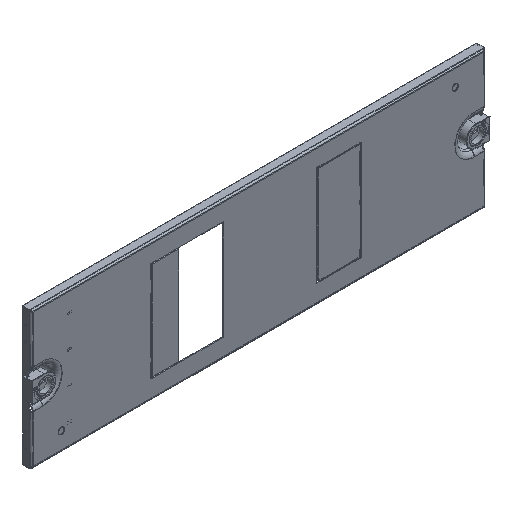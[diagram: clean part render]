
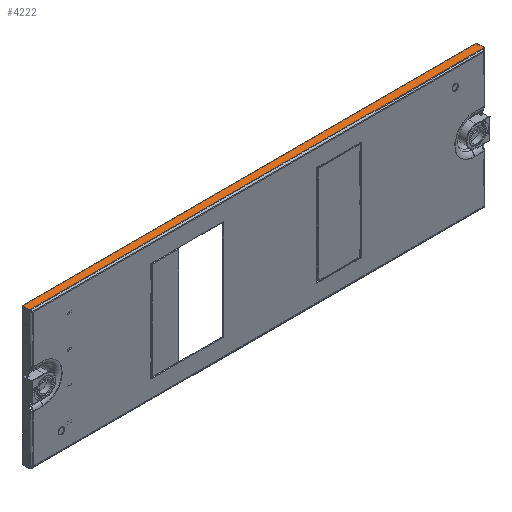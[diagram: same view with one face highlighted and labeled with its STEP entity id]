
A CAD part, isometric view. The second image highlights one B-rep face of the part: STEP entity #4222.
In plain terms, the highlighted planar face has unit normal (0, 0, 1).
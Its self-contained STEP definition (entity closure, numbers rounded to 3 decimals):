
#4222=ADVANCED_FACE('',(#5384),#4941,.F.);
#4941=PLANE('',#16596);
#5384=FACE_OUTER_BOUND('',#6135,.T.);
#6135=EDGE_LOOP('',(#7331,#7332,#7333,#7334));
#7331=ORIENTED_EDGE('',*,*,#12383,.F.);
#7332=ORIENTED_EDGE('',*,*,#12384,.F.);
#7333=ORIENTED_EDGE('',*,*,#12381,.T.);
#7334=ORIENTED_EDGE('',*,*,#12385,.T.);
#11137=VERTEX_POINT('',#22416);
#11138=VERTEX_POINT('',#22418);
#11139=VERTEX_POINT('',#22422);
#11140=VERTEX_POINT('',#22423);
#12381=EDGE_CURVE('',#11138,#11137,#14208,.T.);
#12383=EDGE_CURVE('',#11139,#11140,#14210,.T.);
#12384=EDGE_CURVE('',#11138,#11139,#14211,.T.);
#12385=EDGE_CURVE('',#11137,#11140,#14212,.T.);
#14208=LINE('',#22417,#15507);
#14210=LINE('',#22421,#15509);
#14211=LINE('',#22424,#15510);
#14212=LINE('',#22425,#15511);
#15507=VECTOR('',#18182,1.);
#15509=VECTOR('',#18186,1.);
#15510=VECTOR('',#18187,1.);
#15511=VECTOR('',#18188,1.);
#16596=AXIS2_PLACEMENT_3D('',#22426,#18189,#18190);
#18182=DIRECTION('',(-1.,0.,0.));
#18186=DIRECTION('',(-1.,0.,0.));
#18187=DIRECTION('',(0.,-1.,0.));
#18188=DIRECTION('',(0.,-1.,0.));
#18189=DIRECTION('',(0.,0.,-1.));
#18190=DIRECTION('',(0.,-1.,0.));
#22416=CARTESIAN_POINT('',(-2.,75.55,68.55));
#22417=CARTESIAN_POINT('',(244.,75.55,68.55));
#22418=CARTESIAN_POINT('',(490.,75.55,68.55));
#22421=CARTESIAN_POINT('',(0.,67.55,68.55));
#22422=CARTESIAN_POINT('',(490.,67.55,68.55));
#22423=CARTESIAN_POINT('',(-2.,67.55,68.55));
#22424=CARTESIAN_POINT('',(490.,66.55,68.55));
#22425=CARTESIAN_POINT('',(-2.,66.55,68.55));
#22426=CARTESIAN_POINT('',(244.,66.55,68.55));
